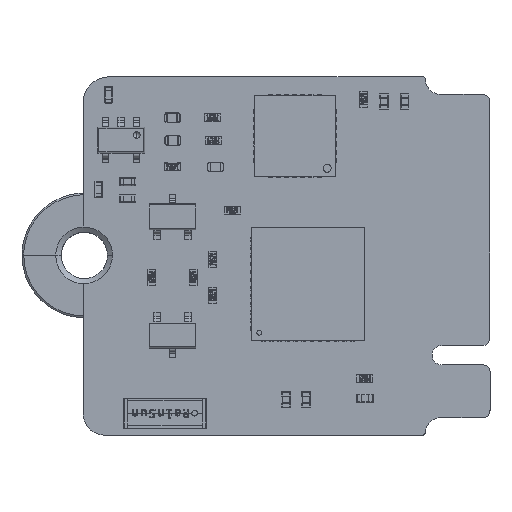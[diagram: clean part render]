
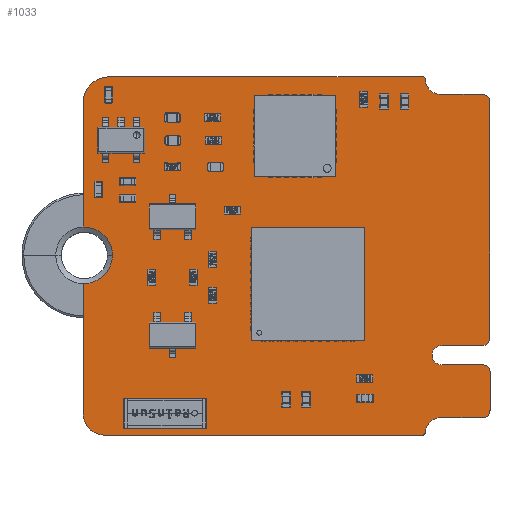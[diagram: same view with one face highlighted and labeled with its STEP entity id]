
A CAD part, top view. The second image highlights one B-rep face of the part: STEP entity #1033.
In plain terms, the highlighted planar face has unit normal (0, 0, 1).
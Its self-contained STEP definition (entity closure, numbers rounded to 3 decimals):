
#168 = VERTEX_POINT('',#169);
#169 = CARTESIAN_POINT('',(-13.877,-8.005,0.9));
#175 = EDGE_CURVE('',#168,#176,#178,.T.);
#176 = VERTEX_POINT('',#177);
#177 = CARTESIAN_POINT('',(-12.551,-9.331,0.9));
#178 = CIRCLE('',#179,1.325);
#179 = AXIS2_PLACEMENT_3D('',#180,#181,#182);
#180 = CARTESIAN_POINT('',(-12.552,-8.006,0.9));
#181 = DIRECTION('',(0.,0.,1.));
#182 = DIRECTION('',(-1.,0.001,0.));
#208 = EDGE_CURVE('',#176,#209,#211,.T.);
#209 = VERTEX_POINT('',#210);
#210 = CARTESIAN_POINT('',(7.106,-9.331,0.9));
#211 = LINE('',#212,#213);
#212 = CARTESIAN_POINT('',(-12.551,-9.331,0.9));
#213 = VECTOR('',#214,1.);
#214 = DIRECTION('',(1.,0.,0.));
#239 = EDGE_CURVE('',#209,#240,#242,.T.);
#240 = VERTEX_POINT('',#241);
#241 = CARTESIAN_POINT('',(7.25,-9.197,0.9));
#242 = CIRCLE('',#243,0.138);
#243 = AXIS2_PLACEMENT_3D('',#244,#245,#246);
#244 = CARTESIAN_POINT('',(7.112,-9.193,0.9));
#245 = DIRECTION('',(0.,0.,1.));
#246 = DIRECTION('',(-0.042,-0.999,0.));
#272 = EDGE_CURVE('',#240,#273,#275,.T.);
#273 = VERTEX_POINT('',#274);
#274 = CARTESIAN_POINT('',(8.206,-8.253,0.9));
#275 = CIRCLE('',#276,0.949);
#276 = AXIS2_PLACEMENT_3D('',#277,#278,#279);
#277 = CARTESIAN_POINT('',(8.199,-9.202,0.9));
#278 = DIRECTION('',(0.,0.,-1.));
#279 = DIRECTION('',(-1.,0.005,0.));
#305 = EDGE_CURVE('',#273,#306,#308,.T.);
#306 = VERTEX_POINT('',#307);
#307 = CARTESIAN_POINT('',(10.836,-8.253,0.9));
#308 = LINE('',#309,#310);
#309 = CARTESIAN_POINT('',(8.206,-8.253,0.9));
#310 = VECTOR('',#311,1.);
#311 = DIRECTION('',(1.,0.,0.));
#336 = EDGE_CURVE('',#306,#337,#339,.T.);
#337 = VERTEX_POINT('',#338);
#338 = CARTESIAN_POINT('',(11.243,-7.85,0.9));
#339 = CIRCLE('',#340,0.408);
#340 = AXIS2_PLACEMENT_3D('',#341,#342,#343);
#341 = CARTESIAN_POINT('',(10.835,-7.845,0.9));
#342 = DIRECTION('',(0.,0.,1.));
#343 = DIRECTION('',(0.002,-1.,0.));
#369 = EDGE_CURVE('',#337,#370,#372,.T.);
#370 = VERTEX_POINT('',#371);
#371 = CARTESIAN_POINT('',(11.25,-7.823,0.9));
#372 = CIRCLE('',#373,0.062);
#373 = AXIS2_PLACEMENT_3D('',#374,#375,#376);
#374 = CARTESIAN_POINT('',(11.188,-7.821,0.9));
#375 = DIRECTION('',(0.,0.,1.));
#376 = DIRECTION('',(0.887,-0.461,0.));
#402 = EDGE_CURVE('',#370,#403,#405,.T.);
#403 = VERTEX_POINT('',#404);
#404 = CARTESIAN_POINT('',(11.25,-5.4,0.9));
#405 = LINE('',#406,#407);
#406 = CARTESIAN_POINT('',(11.25,-7.823,0.9));
#407 = VECTOR('',#408,1.);
#408 = DIRECTION('',(0.,1.,0.));
#433 = EDGE_CURVE('',#403,#434,#436,.T.);
#434 = VERTEX_POINT('',#435);
#435 = CARTESIAN_POINT('',(10.844,-4.996,0.9));
#436 = CIRCLE('',#437,0.405);
#437 = AXIS2_PLACEMENT_3D('',#438,#439,#440);
#438 = CARTESIAN_POINT('',(10.845,-5.401,0.9));
#439 = DIRECTION('',(0.,0.,1.));
#440 = DIRECTION('',(1.,0.001,0.));
#466 = EDGE_CURVE('',#434,#467,#469,.T.);
#467 = VERTEX_POINT('',#468);
#468 = CARTESIAN_POINT('',(8.287,-4.997,0.9));
#469 = LINE('',#470,#471);
#470 = CARTESIAN_POINT('',(10.844,-4.996,0.9));
#471 = VECTOR('',#472,1.);
#472 = DIRECTION('',(-1.,0.,0.));
#497 = EDGE_CURVE('',#467,#498,#500,.T.);
#498 = VERTEX_POINT('',#499);
#499 = CARTESIAN_POINT('',(8.301,-3.798,0.9));
#500 = CIRCLE('',#501,0.6);
#501 = AXIS2_PLACEMENT_3D('',#502,#503,#504);
#502 = CARTESIAN_POINT('',(8.267,-4.397,0.9));
#503 = DIRECTION('',(0.,0.,-1.));
#504 = DIRECTION('',(0.033,-0.999,0.));
#530 = EDGE_CURVE('',#498,#531,#533,.T.);
#531 = VERTEX_POINT('',#532);
#532 = CARTESIAN_POINT('',(10.785,-3.796,0.9));
#533 = LINE('',#534,#535);
#534 = CARTESIAN_POINT('',(8.301,-3.798,0.9));
#535 = VECTOR('',#536,1.);
#536 = DIRECTION('',(1.,0.001,0.));
#561 = EDGE_CURVE('',#531,#562,#564,.T.);
#562 = VERTEX_POINT('',#563);
#563 = CARTESIAN_POINT('',(11.243,-3.339,0.9));
#564 = CIRCLE('',#565,0.458);
#565 = AXIS2_PLACEMENT_3D('',#566,#567,#568);
#566 = CARTESIAN_POINT('',(10.785,-3.338,0.9));
#567 = DIRECTION('',(0.,0.,1.));
#568 = DIRECTION('',(-0.001,-1.,0.));
#594 = EDGE_CURVE('',#562,#595,#597,.T.);
#595 = VERTEX_POINT('',#596);
#596 = CARTESIAN_POINT('',(11.243,11.268,0.9));
#597 = LINE('',#598,#599);
#598 = CARTESIAN_POINT('',(11.243,-3.339,0.9));
#599 = VECTOR('',#600,1.);
#600 = DIRECTION('',(0.,1.,0.));
#625 = EDGE_CURVE('',#595,#626,#628,.T.);
#626 = VERTEX_POINT('',#627);
#627 = CARTESIAN_POINT('',(10.778,11.723,0.9));
#628 = CIRCLE('',#629,0.456);
#629 = AXIS2_PLACEMENT_3D('',#630,#631,#632);
#630 = CARTESIAN_POINT('',(10.787,11.267,0.9));
#631 = DIRECTION('',(0.,0.,1.));
#632 = DIRECTION('',(1.,0.002,0.));
#658 = EDGE_CURVE('',#626,#659,#661,.T.);
#659 = VERTEX_POINT('',#660);
#660 = CARTESIAN_POINT('',(8.197,11.723,0.9));
#661 = LINE('',#662,#663);
#662 = CARTESIAN_POINT('',(10.778,11.723,0.9));
#663 = VECTOR('',#664,1.);
#664 = DIRECTION('',(-1.,0.,0.));
#689 = EDGE_CURVE('',#659,#690,#692,.T.);
#690 = VERTEX_POINT('',#691);
#691 = CARTESIAN_POINT('',(7.25,12.667,0.9));
#692 = CIRCLE('',#693,0.946);
#693 = AXIS2_PLACEMENT_3D('',#694,#695,#696);
#694 = CARTESIAN_POINT('',(8.196,12.669,0.9));
#695 = DIRECTION('',(0.,0.,-1.));
#696 = DIRECTION('',(0.002,-1.,0.));
#722 = EDGE_CURVE('',#690,#723,#725,.T.);
#723 = VERTEX_POINT('',#724);
#724 = CARTESIAN_POINT('',(7.116,12.806,0.9));
#725 = CIRCLE('',#726,0.138);
#726 = AXIS2_PLACEMENT_3D('',#727,#728,#729);
#727 = CARTESIAN_POINT('',(7.112,12.668,0.9));
#728 = DIRECTION('',(0.,0.,1.));
#729 = DIRECTION('',(1.,-0.006,0.));
#755 = EDGE_CURVE('',#723,#756,#758,.T.);
#756 = VERTEX_POINT('',#757);
#757 = CARTESIAN_POINT('',(-12.302,12.806,0.9));
#758 = LINE('',#759,#760);
#759 = CARTESIAN_POINT('',(7.116,12.806,0.9));
#760 = VECTOR('',#761,1.);
#761 = DIRECTION('',(-1.,0.,0.));
#786 = EDGE_CURVE('',#756,#787,#789,.T.);
#787 = VERTEX_POINT('',#788);
#788 = CARTESIAN_POINT('',(-13.877,11.231,0.9));
#789 = CIRCLE('',#790,1.574);
#790 = AXIS2_PLACEMENT_3D('',#791,#792,#793);
#791 = CARTESIAN_POINT('',(-12.303,11.232,0.9));
#792 = DIRECTION('',(0.,0.,1.));
#793 = DIRECTION('',(0.001,1.,0.));
#819 = EDGE_CURVE('',#787,#820,#822,.T.);
#820 = VERTEX_POINT('',#821);
#821 = CARTESIAN_POINT('',(-13.879,3.528,0.9));
#822 = LINE('',#823,#824);
#823 = CARTESIAN_POINT('',(-13.877,11.231,0.9));
#824 = VECTOR('',#825,1.);
#825 = DIRECTION('',(0.,-1.,0.));
#850 = EDGE_CURVE('',#820,#851,#853,.T.);
#851 = VERTEX_POINT('',#852);
#852 = CARTESIAN_POINT('',(-13.831,3.516,0.9));
#853 = CIRCLE('',#854,0.025);
#854 = AXIS2_PLACEMENT_3D('',#855,#856,#857);
#855 = CARTESIAN_POINT('',(-13.854,3.528,0.9));
#856 = DIRECTION('',(0.,0.,1.));
#857 = DIRECTION('',(-1.,0.017,0.));
#883 = EDGE_CURVE('',#851,#884,#886,.T.);
#884 = VERTEX_POINT('',#885);
#885 = CARTESIAN_POINT('',(-12.075,1.777,0.9));
#886 = CIRCLE('',#887,1.74);
#887 = AXIS2_PLACEMENT_3D('',#888,#889,#890);
#888 = CARTESIAN_POINT('',(-13.815,1.776,0.9));
#889 = DIRECTION('',(0.,0.,-1.));
#890 = DIRECTION('',(-0.009,1.,0.));
#916 = EDGE_CURVE('',#884,#917,#919,.T.);
#917 = VERTEX_POINT('',#918);
#918 = CARTESIAN_POINT('',(-13.83,0.04,0.9)
  );
#919 = CIRCLE('',#920,1.757);
#920 = AXIS2_PLACEMENT_3D('',#921,#922,#923);
#921 = CARTESIAN_POINT('',(-13.832,1.797,0.9));
#922 = DIRECTION('',(0.,0.,-1.));
#923 = DIRECTION('',(1.,-0.011,0.));
#949 = EDGE_CURVE('',#917,#950,#952,.T.);
#950 = VERTEX_POINT('',#951);
#951 = CARTESIAN_POINT('',(-13.878,0.027,0.9
    ));
#952 = CIRCLE('',#953,0.026);
#953 = AXIS2_PLACEMENT_3D('',#954,#955,#956);
#954 = CARTESIAN_POINT('',(-13.852,0.027,0.9
    ));
#955 = DIRECTION('',(0.,0.,1.));
#956 = DIRECTION('',(0.867,0.499,0.));
#982 = EDGE_CURVE('',#950,#168,#983,.T.);
#983 = LINE('',#984,#985);
#984 = CARTESIAN_POINT('',(-13.878,0.027,0.9
    ));
#985 = VECTOR('',#986,1.);
#986 = DIRECTION('',(0.,-1.,0.));
#1033 = ADVANCED_FACE('',(#1034),#1062,.F.);
#1034 = FACE_BOUND('',#1035,.T.);
#1035 = EDGE_LOOP('',(#1036,#1037,#1038,#1039,#1040,#1041,#1042,#1043,
    #1044,#1045,#1046,#1047,#1048,#1049,#1050,#1051,#1052,#1053,#1054,
    #1055,#1056,#1057,#1058,#1059,#1060,#1061));
#1036 = ORIENTED_EDGE('',*,*,#175,.T.);
#1037 = ORIENTED_EDGE('',*,*,#208,.T.);
#1038 = ORIENTED_EDGE('',*,*,#239,.T.);
#1039 = ORIENTED_EDGE('',*,*,#272,.T.);
#1040 = ORIENTED_EDGE('',*,*,#305,.T.);
#1041 = ORIENTED_EDGE('',*,*,#336,.T.);
#1042 = ORIENTED_EDGE('',*,*,#369,.T.);
#1043 = ORIENTED_EDGE('',*,*,#402,.T.);
#1044 = ORIENTED_EDGE('',*,*,#433,.T.);
#1045 = ORIENTED_EDGE('',*,*,#466,.T.);
#1046 = ORIENTED_EDGE('',*,*,#497,.T.);
#1047 = ORIENTED_EDGE('',*,*,#530,.T.);
#1048 = ORIENTED_EDGE('',*,*,#561,.T.);
#1049 = ORIENTED_EDGE('',*,*,#594,.T.);
#1050 = ORIENTED_EDGE('',*,*,#625,.T.);
#1051 = ORIENTED_EDGE('',*,*,#658,.T.);
#1052 = ORIENTED_EDGE('',*,*,#689,.T.);
#1053 = ORIENTED_EDGE('',*,*,#722,.T.);
#1054 = ORIENTED_EDGE('',*,*,#755,.T.);
#1055 = ORIENTED_EDGE('',*,*,#786,.T.);
#1056 = ORIENTED_EDGE('',*,*,#819,.T.);
#1057 = ORIENTED_EDGE('',*,*,#850,.T.);
#1058 = ORIENTED_EDGE('',*,*,#883,.T.);
#1059 = ORIENTED_EDGE('',*,*,#916,.T.);
#1060 = ORIENTED_EDGE('',*,*,#949,.T.);
#1061 = ORIENTED_EDGE('',*,*,#982,.T.);
#1062 = PLANE('',#1063);
#1063 = AXIS2_PLACEMENT_3D('',#1064,#1065,#1066);
#1064 = CARTESIAN_POINT('',(-13.877,-8.005,0.9));
#1065 = DIRECTION('',(0.,0.,-1.));
#1066 = DIRECTION('',(-1.,0.,0.));
